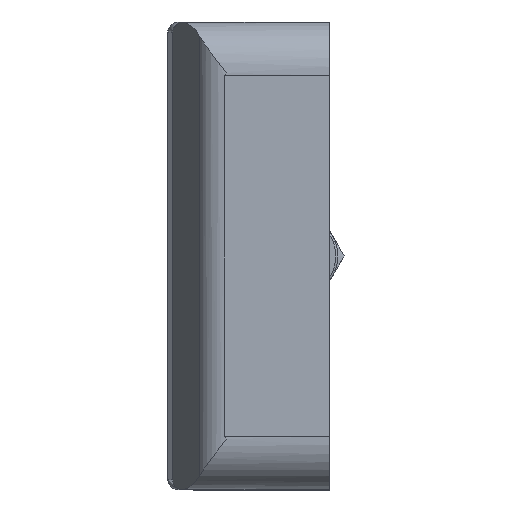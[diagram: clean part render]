
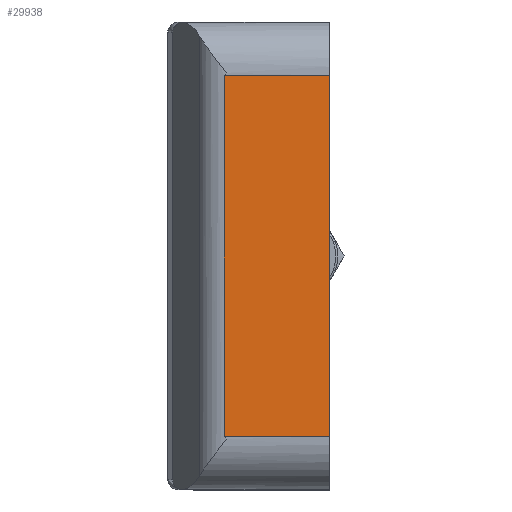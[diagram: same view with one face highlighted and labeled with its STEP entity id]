
A CAD part, left-side view. The second image highlights one B-rep face of the part: STEP entity #29938.
In plain terms, the highlighted planar face has unit normal (-1, 0, 0).
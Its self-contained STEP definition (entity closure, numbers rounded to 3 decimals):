
#1884 = EDGE_CURVE ( 'NONE', #17890, #7904, #16425, .T. ) ;
#1906 = VERTEX_POINT ( 'NONE', #7998 ) ;
#2010 = CARTESIAN_POINT ( 'NONE',  ( -23.052, 17.78, -17.943 ) ) ;
#3394 = VECTOR ( 'NONE', #12521, 1000. ) ;
#3542 = LINE ( 'NONE', #35828, #18863 ) ;
#5301 = EDGE_CURVE ( 'NONE', #25108, #1906, #12319, .T. ) ;
#7904 = VERTEX_POINT ( 'NONE', #25144 ) ;
#7998 = CARTESIAN_POINT ( 'NONE',  ( -23.052, 0., 17.531 ) ) ;
#8203 = PLANE ( 'NONE',  #34209 ) ;
#8845 = VECTOR ( 'NONE', #10610, 1000. ) ;
#9017 = CARTESIAN_POINT ( 'NONE',  ( -23.052, 0., -17.943 ) ) ;
#9060 = EDGE_LOOP ( 'NONE', ( #13336, #10812, #19815, #30279 ) ) ;
#10498 = EDGE_CURVE ( 'NONE', #17890, #25108, #16507, .T. ) ;
#10523 = DIRECTION ( 'NONE',  ( 0., 0., 1. ) ) ;
#10610 = DIRECTION ( 'NONE',  ( 0., -1., 0. ) ) ;
#10720 = CARTESIAN_POINT ( 'NONE',  ( -23.052, 10.343, -29.21 ) ) ;
#10812 = ORIENTED_EDGE ( 'NONE', *, *, #10498, .T. ) ;
#12319 = LINE ( 'NONE', #36255, #3394 ) ;
#12521 = DIRECTION ( 'NONE',  ( 0., 0., 1. ) ) ;
#13336 = ORIENTED_EDGE ( 'NONE', *, *, #1884, .F. ) ;
#16425 = LINE ( 'NONE', #10720, #27543 ) ;
#16507 = LINE ( 'NONE', #34728, #8845 ) ;
#16994 = DIRECTION ( 'NONE',  ( 1., 0., 0. ) ) ;
#17890 = VERTEX_POINT ( 'NONE', #26487 ) ;
#18863 = VECTOR ( 'NONE', #30369, 1000. ) ;
#19524 = DIRECTION ( 'NONE',  ( 0., 0., -1. ) ) ;
#19815 = ORIENTED_EDGE ( 'NONE', *, *, #5301, .T. ) ;
#25108 = VERTEX_POINT ( 'NONE', #9017 ) ;
#25144 = CARTESIAN_POINT ( 'NONE',  ( -23.052, 10.343, 17.531 ) ) ;
#26487 = CARTESIAN_POINT ( 'NONE',  ( -23.052, 10.343, -17.943 ) ) ;
#27543 = VECTOR ( 'NONE', #10523, 1000. ) ;
#29039 = FACE_OUTER_BOUND ( 'NONE', #9060, .T. ) ;
#29938 = ADVANCED_FACE ( 'NONE', ( #29039 ), #8203, .F. ) ;
#30279 = ORIENTED_EDGE ( 'NONE', *, *, #37577, .F. ) ;
#30369 = DIRECTION ( 'NONE',  ( 0., -1., 0. ) ) ;
#34209 = AXIS2_PLACEMENT_3D ( 'NONE', #2010, #16994, #19524 ) ;
#34728 = CARTESIAN_POINT ( 'NONE',  ( -23.052, 17.78, -17.943 ) ) ;
#35828 = CARTESIAN_POINT ( 'NONE',  ( -23.052, 17.78, 17.531 ) ) ;
#36255 = CARTESIAN_POINT ( 'NONE',  ( -23.052, 0., -17.943 ) ) ;
#37577 = EDGE_CURVE ( 'NONE', #7904, #1906, #3542, .T. ) ;
